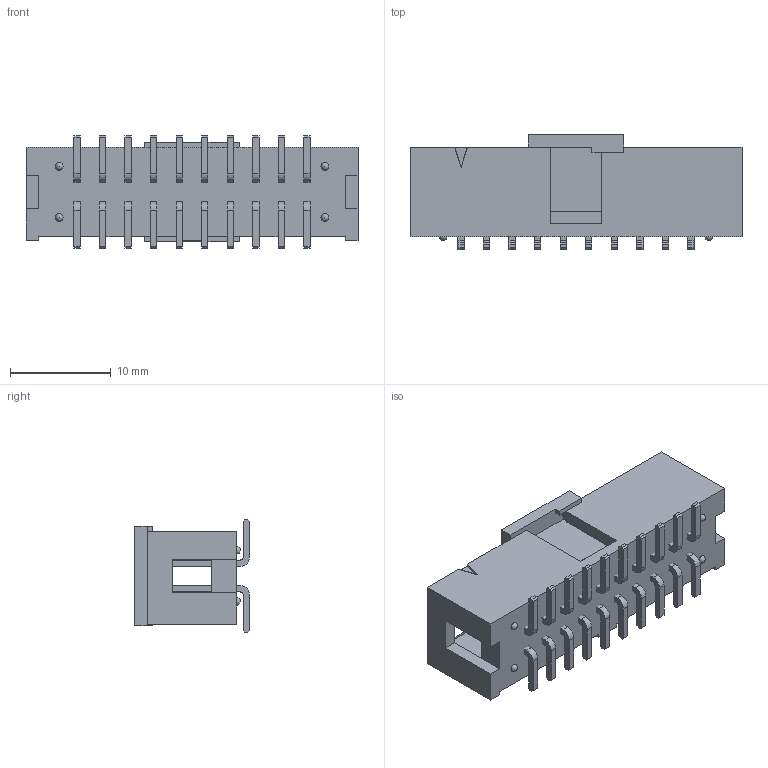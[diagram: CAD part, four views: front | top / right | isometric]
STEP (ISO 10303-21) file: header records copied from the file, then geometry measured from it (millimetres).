
FILE_DESCRIPTION( ( 'STEP AP203' ), '1' );
FILE_NAME( 'HTST-110-01-SM-DV-P.stp', '2021-10-05T08:02:37', ( 'License CC BY-ND 4.0' ), ( 'CADENAS' ), ' ', 'PARTsolutions', ' ' );
FILE_SCHEMA( ( 'CONFIG_CONTROL_DESIGN' ) );
Length unit declared in the file: inch
Products named in the file (5): HTST-110-01-SM-DV-P; _HTST-110-01-DV_header; _HTST-First_Position_Indicator; _T-1S6-10-01-DV_; _PPP-22_plastic_pick
Assembly tree (4 placements, depth 2):
  HTST-110-01-SM-DV-P
    _HTST-110-01-DV_header
    _HTST-First_Position_Indicator
    _T-1S6-10-01-DV_
    _PPP-22_plastic_pick
Bounding box: 33.02 x 11.43 x 11.18 mm (x, y, z)
Volume: 1632.1 mm3; surface area: 3078.8 mm2
Topology: 4 solids, 4 shells, 390 faces, 1152 edges, 766 vertices
Faces by surface type: plane 346, cylinder 40, sphere 4
Entity records: 12910 total; most frequent: CARTESIAN_POINT 2297, ORIENTED_EDGE 2280, DIRECTION 2014, EDGE_CURVE 1140, LINE 1056, VECTOR 1056, VERTEX_POINT 762, AXIS2_PLACEMENT_3D 479
